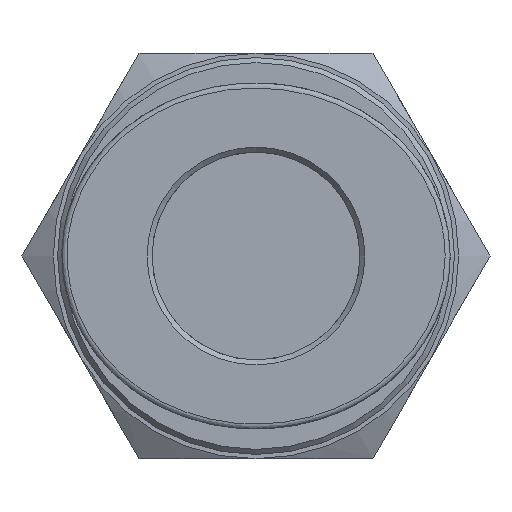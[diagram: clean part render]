
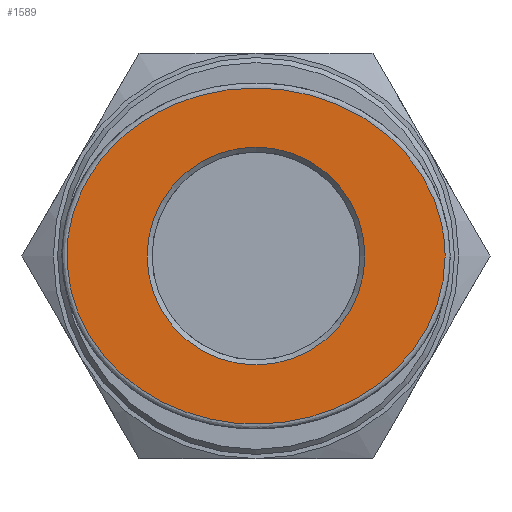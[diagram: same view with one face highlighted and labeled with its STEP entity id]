
A CAD part, left-side view. The second image highlights one B-rep face of the part: STEP entity #1589.
In plain terms, the highlighted face is planar.
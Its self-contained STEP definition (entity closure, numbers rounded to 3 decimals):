
#1547=CARTESIAN_POINT('',(6.45,5.,0.));
#1548=VERTEX_POINT('',#1547);
#1549=CARTESIAN_POINT('',(0.,5.0,0.0));
#1550=DIRECTION('',(0.0,1.0,0.0));
#1551=DIRECTION('',(-1.0,0.0,0.0));
#1552=AXIS2_PLACEMENT_3D('',#1549,#1550,#1551);
#1553=CIRCLE('',#1552,6.45);
#1554=EDGE_CURVE('',#1548,#1548,#1553,.T.);
#1559=CARTESIAN_POINT('',(0.,5.0,0.));
#1560=DIRECTION('',(0.0,-1.0,0.0));
#1561=DIRECTION('',(0.0,0.0,-1.0));
#1562=AXIS2_PLACEMENT_3D('',#1559,#1560,#1561);
#1563=PLANE('',#1562);
#1564=CARTESIAN_POINT('',(11.2,5.,0.));
#1565=VERTEX_POINT('',#1564);
#1566=CARTESIAN_POINT('',(11.201,5.,0.));
#1567=CARTESIAN_POINT('',(11.201,5.,1.58));
#1568=CARTESIAN_POINT('',(10.318,5.,4.741));
#1569=CARTESIAN_POINT('',(5.775,5.,9.406));
#1570=CARTESIAN_POINT('',(-0.931,5.,10.629));
#1571=CARTESIAN_POINT('',(-6.906,5.,8.233));
#1572=CARTESIAN_POINT('',(-10.712,5.,4.355));
#1573=CARTESIAN_POINT('',(-11.642,5.,-0.596));
#1574=CARTESIAN_POINT('',(-9.736,5.,-5.64));
#1575=CARTESIAN_POINT('',(-6.433,5.,-8.538));
#1576=CARTESIAN_POINT('',(-0.366,5.,-10.522));
#1577=CARTESIAN_POINT('',(5.772,5.,-9.409));
#1578=CARTESIAN_POINT('',(10.319,5.,-4.74));
#1579=CARTESIAN_POINT('',(11.201,5.,-1.58));
#1580=CARTESIAN_POINT('',(11.201,5.,0.));
#1581=B_SPLINE_CURVE_WITH_KNOTS('',3,(#1566,#1567,#1568,#1569,#1570,#1571,#1572,#1573,#1574,#1575,#1576,#1577,#1578,#1579,#1580),.UNSPECIFIED.,.T.,.U.,(4,1,1,1,1,1,1,1,1,1,1,1,4),(-3.142,-2.693,-2.244,-1.346,-0.898,-0.449,0.15,0.449,1.047,1.346,2.244,2.693,3.142),.UNSPECIFIED.);
#1582=EDGE_CURVE('',#1565,#1565,#1581,.T.);
#1583=ORIENTED_EDGE('',*,*,#1582,.F.);
#1584=EDGE_LOOP('',(#1583));
#1585=FACE_OUTER_BOUND('',#1584,.T.);
#1586=ORIENTED_EDGE('',*,*,#1554,.F.);
#1587=EDGE_LOOP('',(#1586));
#1588=FACE_BOUND('',#1587,.T.);
#1589=ADVANCED_FACE('',(#1585,#1588),#1563,.F.);
